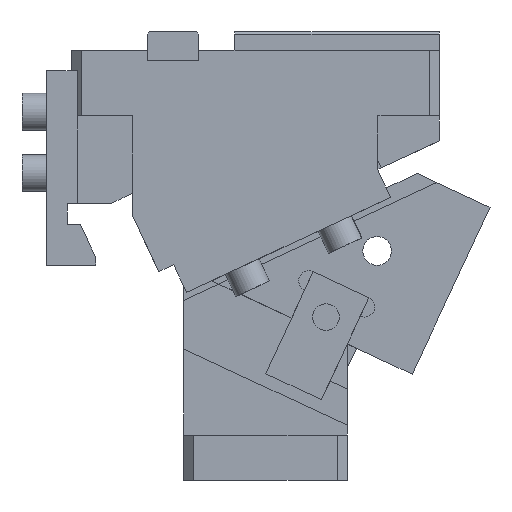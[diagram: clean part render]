
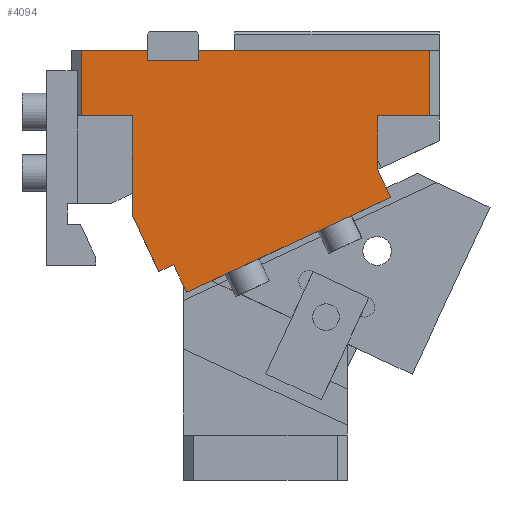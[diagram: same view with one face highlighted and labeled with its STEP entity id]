
A CAD part, front view. The second image highlights one B-rep face of the part: STEP entity #4094.
In plain terms, the highlighted planar face has unit normal (0, -1, 0).
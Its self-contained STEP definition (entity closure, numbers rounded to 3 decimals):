
#967=CARTESIAN_POINT('Vertex',(62.5,-57.5,-5.)) ;
#970=CARTESIAN_POINT('Line Origine',(62.5,-57.5,-2.5)) ;
#974=CARTESIAN_POINT('Vertex',(62.5,-57.5,0.)) ;
#993=CARTESIAN_POINT('Vertex',(37.5,-57.5,-5.)) ;
#996=CARTESIAN_POINT('Line Origine',(50.,-57.5,-5.)) ;
#1012=CARTESIAN_POINT('Vertex',(37.5,-57.5,0.)) ;
#1015=CARTESIAN_POINT('Line Origine',(37.5,-57.5,-2.5)) ;
#1197=CARTESIAN_POINT('Vertex',(5.,-57.5,0.)) ;
#1200=CARTESIAN_POINT('Line Origine',(21.25,-57.5,0.)) ;
#2435=CARTESIAN_POINT('Vertex',(175.,-57.5,0.)) ;
#2440=CARTESIAN_POINT('Line Origine',(175.,-57.5,-16.)) ;
#2444=CARTESIAN_POINT('Vertex',(175.,-57.5,-32.)) ;
#2634=CARTESIAN_POINT('Vertex',(150.,-57.5,-32.)) ;
#2651=CARTESIAN_POINT('Line Origine',(162.5,-57.5,-32.)) ;
#3408=CARTESIAN_POINT('Line Origine',(118.75,-57.5,0.)) ;
#3711=CARTESIAN_POINT('Vertex',(150.,-57.5,-58.121)) ;
#3714=CARTESIAN_POINT('Line Origine',(150.,-57.5,-45.061)) ;
#3726=CARTESIAN_POINT('Line Origine',(149.887,-57.5,-58.174)) ;
#3730=CARTESIAN_POINT('Vertex',(149.775,-57.5,-58.226)) ;
#3897=CARTESIAN_POINT('Vertex',(156.114,-57.5,-71.821)) ;
#3900=CARTESIAN_POINT('Line Origine',(106.267,-57.5,-95.065)) ;
#3904=CARTESIAN_POINT('Vertex',(56.42,-57.5,-118.309)) ;
#3939=CARTESIAN_POINT('Line Origine',(152.945,-57.5,-65.023)) ;
#4021=CARTESIAN_POINT('Vertex',(50.081,-57.5,-104.714)) ;
#4024=CARTESIAN_POINT('Line Origine',(53.251,-57.5,-111.511)) ;
#4037=CARTESIAN_POINT('Axis2P3D Location',(0.,-57.5,0.)) ;
#4042=CARTESIAN_POINT('Line Origine',(36.415,-57.5,-94.337)) ;
#4046=CARTESIAN_POINT('Vertex',(42.831,-57.5,-108.095)) ;
#4048=CARTESIAN_POINT('Vertex',(30.,-57.5,-80.58)) ;
#4051=CARTESIAN_POINT('Line Origine',(46.456,-57.5,-106.405)) ;
#4056=CARTESIAN_POINT('Line Origine',(5.,-57.5,-16.)) ;
#4060=CARTESIAN_POINT('Vertex',(5.,-57.5,-32.)) ;
#4063=CARTESIAN_POINT('Line Origine',(17.5,-57.5,-32.)) ;
#4067=CARTESIAN_POINT('Vertex',(30.,-57.5,-32.)) ;
#4070=CARTESIAN_POINT('Line Origine',(30.,-57.5,-56.29)) ;
#971=DIRECTION('Vector Direction',(0.,0.,-1.)) ;
#997=DIRECTION('Vector Direction',(1.,0.,0.)) ;
#1016=DIRECTION('Vector Direction',(0.,0.,1.)) ;
#1201=DIRECTION('Vector Direction',(1.,0.,0.)) ;
#2441=DIRECTION('Vector Direction',(0.,0.,1.)) ;
#2652=DIRECTION('Vector Direction',(-1.,0.,0.)) ;
#3409=DIRECTION('Vector Direction',(1.,0.,0.)) ;
#3715=DIRECTION('Vector Direction',(0.,0.,1.)) ;
#3727=DIRECTION('Vector Direction',(-0.906,0.,-0.423)) ;
#3901=DIRECTION('Vector Direction',(-0.906,0.,-0.423)) ;
#3940=DIRECTION('Vector Direction',(-0.423,0.,0.906)) ;
#4025=DIRECTION('Vector Direction',(-0.423,0.,0.906)) ;
#4038=DIRECTION('Axis2P3D Direction',(0.,1.,0.)) ;
#4039=DIRECTION('Axis2P3D XDirection',(0.,0.,1.)) ;
#4043=DIRECTION('Vector Direction',(-0.423,0.,0.906)) ;
#4052=DIRECTION('Vector Direction',(-0.906,0.,-0.423)) ;
#4057=DIRECTION('Vector Direction',(0.,0.,-1.)) ;
#4064=DIRECTION('Vector Direction',(-1.,0.,0.)) ;
#4071=DIRECTION('Vector Direction',(0.,0.,-1.)) ;
#4040=AXIS2_PLACEMENT_3D('Plane Axis2P3D',#4037,#4038,#4039) ;
#4076=ORIENTED_EDGE('',*,*,#4050,.F.) ;
#4077=ORIENTED_EDGE('',*,*,#4055,.F.) ;
#4078=ORIENTED_EDGE('',*,*,#4028,.F.) ;
#4079=ORIENTED_EDGE('',*,*,#3906,.F.) ;
#4080=ORIENTED_EDGE('',*,*,#3943,.T.) ;
#4081=ORIENTED_EDGE('',*,*,#3732,.F.) ;
#4082=ORIENTED_EDGE('',*,*,#3718,.T.) ;
#4083=ORIENTED_EDGE('',*,*,#2655,.F.) ;
#4084=ORIENTED_EDGE('',*,*,#2446,.T.) ;
#4085=ORIENTED_EDGE('',*,*,#3412,.F.) ;
#4086=ORIENTED_EDGE('',*,*,#976,.T.) ;
#4087=ORIENTED_EDGE('',*,*,#1000,.F.) ;
#4088=ORIENTED_EDGE('',*,*,#1019,.T.) ;
#4089=ORIENTED_EDGE('',*,*,#1204,.F.) ;
#4090=ORIENTED_EDGE('',*,*,#4062,.T.) ;
#4091=ORIENTED_EDGE('',*,*,#4069,.F.) ;
#4092=ORIENTED_EDGE('',*,*,#4074,.T.) ;
#972=VECTOR('Line Direction',#971,1.) ;
#998=VECTOR('Line Direction',#997,1.) ;
#1017=VECTOR('Line Direction',#1016,1.) ;
#1202=VECTOR('Line Direction',#1201,1.) ;
#2442=VECTOR('Line Direction',#2441,1.) ;
#2653=VECTOR('Line Direction',#2652,1.) ;
#3410=VECTOR('Line Direction',#3409,1.) ;
#3716=VECTOR('Line Direction',#3715,1.) ;
#3728=VECTOR('Line Direction',#3727,1.) ;
#3902=VECTOR('Line Direction',#3901,1.) ;
#3941=VECTOR('Line Direction',#3940,1.) ;
#4026=VECTOR('Line Direction',#4025,1.) ;
#4044=VECTOR('Line Direction',#4043,1.) ;
#4053=VECTOR('Line Direction',#4052,1.) ;
#4058=VECTOR('Line Direction',#4057,1.) ;
#4065=VECTOR('Line Direction',#4064,1.) ;
#4072=VECTOR('Line Direction',#4071,1.) ;
#4094=ADVANCED_FACE('CAM HOLDER',(#4093),#4041,.F.) ;
#976=EDGE_CURVE('',#975,#968,#973,.T.) ;
#1000=EDGE_CURVE('',#994,#968,#999,.T.) ;
#1019=EDGE_CURVE('',#994,#1013,#1018,.T.) ;
#1204=EDGE_CURVE('',#1198,#1013,#1203,.T.) ;
#2446=EDGE_CURVE('',#2445,#2436,#2443,.T.) ;
#2655=EDGE_CURVE('',#2445,#2635,#2654,.T.) ;
#3412=EDGE_CURVE('',#975,#2436,#3411,.T.) ;
#3718=EDGE_CURVE('',#3712,#2635,#3717,.T.) ;
#3732=EDGE_CURVE('',#3712,#3731,#3729,.T.) ;
#3906=EDGE_CURVE('',#3898,#3905,#3903,.T.) ;
#3943=EDGE_CURVE('',#3898,#3731,#3942,.T.) ;
#4028=EDGE_CURVE('',#3905,#4022,#4027,.T.) ;
#4050=EDGE_CURVE('',#4047,#4049,#4045,.T.) ;
#4055=EDGE_CURVE('',#4022,#4047,#4054,.T.) ;
#4062=EDGE_CURVE('',#1198,#4061,#4059,.T.) ;
#4069=EDGE_CURVE('',#4068,#4061,#4066,.T.) ;
#4074=EDGE_CURVE('',#4068,#4049,#4073,.T.) ;
#4075=EDGE_LOOP('',(#4076,#4077,#4078,#4079,#4080,#4081,#4082,#4083,#4084,#4085,#4086,#4087,#4088,#4089,#4090,#4091,#4092)) ;
#4093=FACE_OUTER_BOUND('',#4075,.T.) ;
#973=LINE('Line',#970,#972) ;
#999=LINE('Line',#996,#998) ;
#1018=LINE('Line',#1015,#1017) ;
#1203=LINE('Line',#1200,#1202) ;
#2443=LINE('Line',#2440,#2442) ;
#2654=LINE('Line',#2651,#2653) ;
#3411=LINE('Line',#3408,#3410) ;
#3717=LINE('Line',#3714,#3716) ;
#3729=LINE('Line',#3726,#3728) ;
#3903=LINE('Line',#3900,#3902) ;
#3942=LINE('Line',#3939,#3941) ;
#4027=LINE('Line',#4024,#4026) ;
#4045=LINE('Line',#4042,#4044) ;
#4054=LINE('Line',#4051,#4053) ;
#4059=LINE('Line',#4056,#4058) ;
#4066=LINE('Line',#4063,#4065) ;
#4073=LINE('Line',#4070,#4072) ;
#4041=PLANE('Plane',#4040) ;
#968=VERTEX_POINT('',#967) ;
#975=VERTEX_POINT('',#974) ;
#994=VERTEX_POINT('',#993) ;
#1013=VERTEX_POINT('',#1012) ;
#1198=VERTEX_POINT('',#1197) ;
#2436=VERTEX_POINT('',#2435) ;
#2445=VERTEX_POINT('',#2444) ;
#2635=VERTEX_POINT('',#2634) ;
#3712=VERTEX_POINT('',#3711) ;
#3731=VERTEX_POINT('',#3730) ;
#3898=VERTEX_POINT('',#3897) ;
#3905=VERTEX_POINT('',#3904) ;
#4022=VERTEX_POINT('',#4021) ;
#4047=VERTEX_POINT('',#4046) ;
#4049=VERTEX_POINT('',#4048) ;
#4061=VERTEX_POINT('',#4060) ;
#4068=VERTEX_POINT('',#4067) ;
